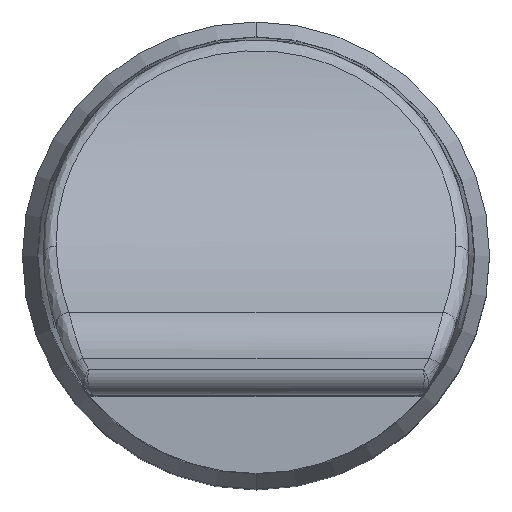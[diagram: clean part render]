
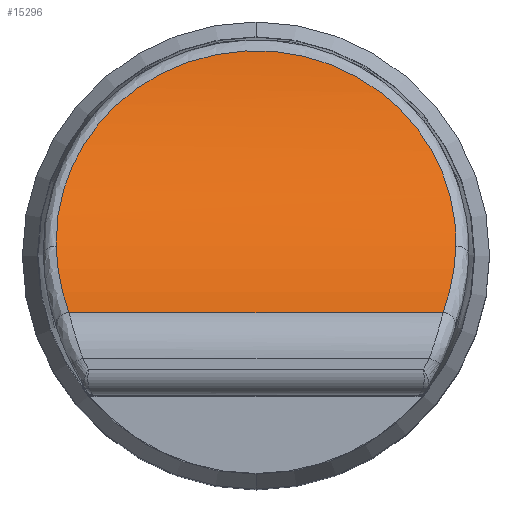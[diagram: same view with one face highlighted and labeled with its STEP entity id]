
A CAD part, top view. The second image highlights one B-rep face of the part: STEP entity #15296.
In plain terms, the highlighted cylindrical face has radius 14 mm (diameter 28 mm), a partial arc.
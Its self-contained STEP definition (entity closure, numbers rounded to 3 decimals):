
#4542=CARTESIAN_POINT('',(7.701,0.348,48.955));
#4543=CARTESIAN_POINT('',(7.697,0.2,49.099));
#4544=CARTESIAN_POINT('',(7.681,-0.098,
49.401));
#4545=CARTESIAN_POINT('',(7.63,-0.546,
49.9));
#4546=CARTESIAN_POINT('',(7.555,-0.989,
50.444));
#4547=CARTESIAN_POINT('',(7.457,-1.422,51.036));
#4548=CARTESIAN_POINT('',(7.34,-1.837,51.672));
#4549=CARTESIAN_POINT('',(7.254,-2.095,52.12));
#4550=CARTESIAN_POINT('',(7.209,-2.22,52.35));
#4552=DIRECTION('',(1.,0.,0.));
#4553=VECTOR('',#4552,14.418);
#4554=CARTESIAN_POINT('',(-7.209,-2.22,
52.35));
#4555=LINE('',#4554,#4553);
#4556=CARTESIAN_POINT('',(-7.209,-2.22,
52.35));
#4557=CARTESIAN_POINT('',(-7.254,-2.095,
52.119));
#4558=CARTESIAN_POINT('',(-7.34,-1.837,
51.671));
#4559=CARTESIAN_POINT('',(-7.457,-1.422,
51.036));
#4560=CARTESIAN_POINT('',(-7.555,-0.989,
50.444));
#4561=CARTESIAN_POINT('',(-7.63,-0.546,
49.899));
#4562=CARTESIAN_POINT('',(-7.681,-0.098,
49.401));
#4563=CARTESIAN_POINT('',(-7.697,0.2,
49.099));
#4564=CARTESIAN_POINT('',(-7.701,0.348,
48.955));
#4566=CARTESIAN_POINT('',(-7.701,0.348,
48.955));
#4567=CARTESIAN_POINT('',(-7.706,0.518,
48.79));
#4568=CARTESIAN_POINT('',(-7.702,0.858,
48.476));
#4569=CARTESIAN_POINT('',(-7.66,1.362,48.055));
#4570=CARTESIAN_POINT('',(-7.582,1.859,47.677));
#4571=CARTESIAN_POINT('',(-7.469,2.347,47.338));
#4572=CARTESIAN_POINT('',(-7.322,2.825,47.034));
#4573=CARTESIAN_POINT('',(-7.142,3.293,46.763));
#4574=CARTESIAN_POINT('',(-6.929,3.749,46.52));
#4575=CARTESIAN_POINT('',(-6.682,4.193,46.304));
#4576=CARTESIAN_POINT('',(-6.401,4.624,46.113));
#4577=CARTESIAN_POINT('',(-6.087,5.04,45.944));
#4578=CARTESIAN_POINT('',(-5.738,5.44,45.796));
#4579=CARTESIAN_POINT('',(-5.354,5.82,45.668));
#4580=CARTESIAN_POINT('',(-4.937,6.179,45.559));
#4581=CARTESIAN_POINT('',(-4.486,6.512,45.466));
#4582=CARTESIAN_POINT('',(-4.003,6.817,45.389));
#4583=CARTESIAN_POINT('',(-3.491,7.09,45.326));
#4584=CARTESIAN_POINT('',(-2.952,7.328,45.277));
#4585=CARTESIAN_POINT('',(-2.39,7.527,45.238));
#4586=CARTESIAN_POINT('',(-1.809,7.684,45.21));
#4587=CARTESIAN_POINT('',(-1.214,7.798,45.19));
#4588=CARTESIAN_POINT('',(-0.609,7.867,
45.179));
#4589=CARTESIAN_POINT('',(0.,7.89,45.175));
#4590=CARTESIAN_POINT('',(0.61,7.867,45.179));
#4591=CARTESIAN_POINT('',(1.214,7.798,45.19));
#4592=CARTESIAN_POINT('',(1.809,7.684,45.21));
#4593=CARTESIAN_POINT('',(2.39,7.527,45.238));
#4594=CARTESIAN_POINT('',(2.952,7.328,45.277));
#4595=CARTESIAN_POINT('',(3.491,7.09,45.327));
#4596=CARTESIAN_POINT('',(4.003,6.817,45.389));
#4597=CARTESIAN_POINT('',(4.486,6.512,45.466));
#4598=CARTESIAN_POINT('',(4.937,6.179,45.559));
#4599=CARTESIAN_POINT('',(5.355,5.82,45.668));
#4600=CARTESIAN_POINT('',(5.738,5.44,45.796));
#4601=CARTESIAN_POINT('',(6.087,5.04,45.944));
#4602=CARTESIAN_POINT('',(6.402,4.624,46.113));
#4603=CARTESIAN_POINT('',(6.682,4.193,46.304));
#4604=CARTESIAN_POINT('',(6.929,3.749,46.52));
#4605=CARTESIAN_POINT('',(7.143,3.292,46.763));
#4606=CARTESIAN_POINT('',(7.323,2.825,47.035));
#4607=CARTESIAN_POINT('',(7.469,2.347,47.338));
#4608=CARTESIAN_POINT('',(7.582,1.859,47.677));
#4609=CARTESIAN_POINT('',(7.66,1.362,48.055));
#4610=CARTESIAN_POINT('',(7.702,0.858,48.477));
#4611=CARTESIAN_POINT('',(7.706,0.518,48.79));
#4612=CARTESIAN_POINT('',(7.701,0.348,48.955));
#6079=VERTEX_POINT('',#4542);
#6080=VERTEX_POINT('',#4550);
#6084=VERTEX_POINT('',#4566);
#6086=VERTEX_POINT('',#4556);
#15285=CARTESIAN_POINT('',(10.,10.1,59.));
#15286=DIRECTION('',(-1.,0.,0.));
#15287=DIRECTION('',(0.,1.,0.));
#15288=AXIS2_PLACEMENT_3D('',#15285,#15286,#15287);
#15289=CYLINDRICAL_SURFACE('',#15288,14.);
#15290=ORIENTED_EDGE('',*,*,#15265,.T.);
#15291=ORIENTED_EDGE('',*,*,#14839,.F.);
#15292=ORIENTED_EDGE('',*,*,#14947,.T.);
#15293=ORIENTED_EDGE('',*,*,#15162,.T.);
#15294=EDGE_LOOP('',(#15290,#15291,#15292,#15293));
#15295=FACE_OUTER_BOUND('',#15294,.F.);
#15296=ADVANCED_FACE('',(#15295),#15289,.F.);
#4551=B_SPLINE_CURVE_WITH_KNOTS('',3,(#4542,#4543,#4544,#4545,#4546,#4547,#4548,
#4549,#4550),.UNSPECIFIED.,.F.,.F.,(4,1,1,1,1,1,4),(0.,0.167,
0.333,0.5,0.667,0.833,1.),
.UNSPECIFIED.);
#4565=B_SPLINE_CURVE_WITH_KNOTS('',3,(#4556,#4557,#4558,#4559,#4560,#4561,#4562,
#4563,#4564),.UNSPECIFIED.,.F.,.F.,(4,1,1,1,1,1,4),(0.,0.167,
0.333,0.5,0.667,0.833,1.),
.UNSPECIFIED.);
#4613=B_SPLINE_CURVE_WITH_KNOTS('',3,(#4566,#4567,#4568,#4569,#4570,#4571,#4572,
#4573,#4574,#4575,#4576,#4577,#4578,#4579,#4580,#4581,#4582,#4583,#4584,#4585,
#4586,#4587,#4588,#4589,#4590,#4591,#4592,#4593,#4594,#4595,#4596,#4597,#4598,
#4599,#4600,#4601,#4602,#4603,#4604,#4605,#4606,#4607,#4608,#4609,#4610,#4611,
#4612),.UNSPECIFIED.,.F.,.F.,(4,1,1,1,1,1,1,1,1,1,1,1,1,1,1,1,1,1,1,1,1,1,1,1,1,
1,1,1,1,1,1,1,1,1,1,1,1,1,1,1,1,1,1,1,4),(0.,0.023,
0.045,0.068,0.091,0.114,
0.136,0.159,0.182,0.205,
0.227,0.25,0.273,0.295,0.318,
0.341,0.364,0.386,0.409,
0.432,0.455,0.477,0.5,0.523,
0.545,0.568,0.591,0.614,
0.636,0.659,0.682,0.705,
0.727,0.75,0.773,0.795,0.818,
0.841,0.864,0.886,0.909,
0.932,0.955,0.977,1.),.UNSPECIFIED.);
#14839=EDGE_CURVE('',#6086,#6080,#4555,.T.);
#14947=EDGE_CURVE('',#6086,#6084,#4565,.T.);
#15162=EDGE_CURVE('',#6084,#6079,#4613,.T.);
#15265=EDGE_CURVE('',#6079,#6080,#4551,.T.);
